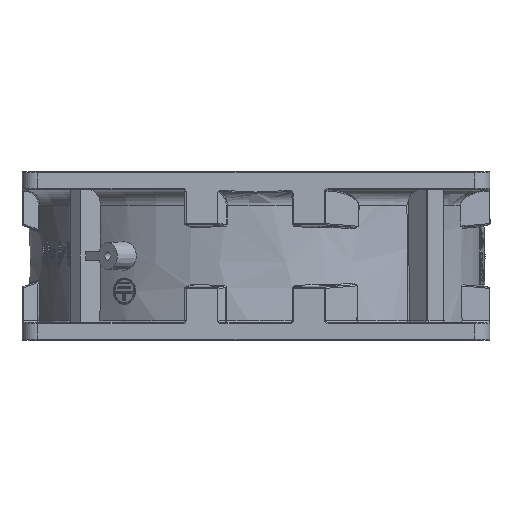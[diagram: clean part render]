
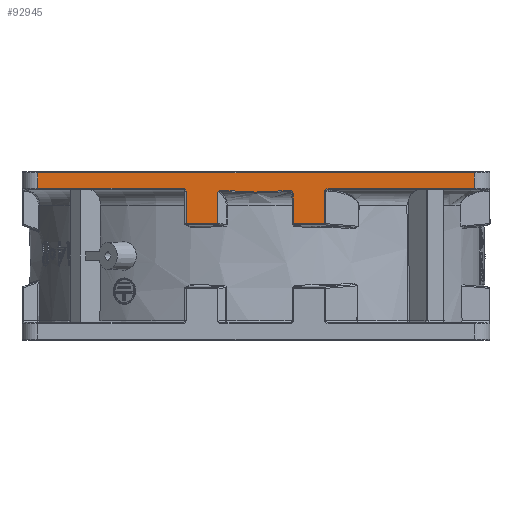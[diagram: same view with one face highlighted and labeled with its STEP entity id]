
A CAD part, front view. The second image highlights one B-rep face of the part: STEP entity #92945.
In plain terms, the highlighted planar face has unit normal (0, -1, 0).
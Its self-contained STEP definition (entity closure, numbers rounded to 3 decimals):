
#3712=B_SPLINE_CURVE_WITH_KNOTS('',3,(#125646,#125647,#125648,#125649,#125650),
 .UNSPECIFIED.,.F.,.F.,(4,1,4),(-0.205,-0.088,
0.),.UNSPECIFIED.);
#3714=B_SPLINE_CURVE_WITH_KNOTS('',3,(#125689,#125690,#125691,#125692,#125693,
#125694),.UNSPECIFIED.,.F.,.F.,(4,1,1,4),(-2.709,-1.548,
-0.774,0.),.UNSPECIFIED.);
#3717=B_SPLINE_CURVE_WITH_KNOTS('',3,(#125742,#125743,#125744,#125745,#125746,
#125747),.UNSPECIFIED.,.F.,.F.,(4,1,1,4),(0.,0.063,0.104,
0.146),.UNSPECIFIED.);
#3719=B_SPLINE_CURVE_WITH_KNOTS('',3,(#125895,#125896,#125897,#125898),
 .UNSPECIFIED.,.F.,.F.,(4,4),(0.,0.07),.UNSPECIFIED.);
#8961=ELLIPSE('',#99166,1.484,1.);
#8962=ELLIPSE('',#99197,1.045,1.);
#9676=PLANE('',#99272);
#11896=LINE('',#125558,#18508);
#11898=LINE('',#125594,#18510);
#11900=LINE('',#125604,#18512);
#11902=LINE('',#125614,#18514);
#11904=LINE('',#125753,#18516);
#11905=LINE('',#125760,#18517);
#11907=LINE('',#125770,#18519);
#11910=LINE('',#125813,#18522);
#11941=LINE('',#126368,#18553);
#11942=LINE('',#126370,#18554);
#11943=LINE('',#126371,#18555);
#18508=VECTOR('',#105296,10.);
#18510=VECTOR('',#105308,10.);
#18512=VECTOR('',#105320,10.);
#18514=VECTOR('',#105332,10.);
#18516=VECTOR('',#105344,10.);
#18517=VECTOR('',#105353,10.);
#18519=VECTOR('',#105365,10.);
#18522=VECTOR('',#105386,10.);
#18553=VECTOR('',#105559,10.);
#18554=VECTOR('',#105560,10.);
#18555=VECTOR('',#105561,10.);
#25723=FACE_OUTER_BOUND('',#31537,.T.);
#31537=EDGE_LOOP('',(#64758,#64759,#64760,#64761,#64762,#64763,#64764,#64765,
#64766,#64767,#64768,#64769,#64770,#64771,#64772,#64773,#64774));
#40358=VERTEX_POINT('',#125548);
#40360=VERTEX_POINT('',#125554);
#40362=VERTEX_POINT('',#125584);
#40364=VERTEX_POINT('',#125590);
#40366=VERTEX_POINT('',#125598);
#40369=VERTEX_POINT('',#125608);
#40372=VERTEX_POINT('',#125645);
#40374=VERTEX_POINT('',#125688);
#40376=VERTEX_POINT('',#125733);
#40378=VERTEX_POINT('',#125749);
#40381=VERTEX_POINT('',#125759);
#40384=VERTEX_POINT('',#125769);
#40387=VERTEX_POINT('',#125801);
#40388=VERTEX_POINT('',#125803);
#40390=VERTEX_POINT('',#125809);
#40445=VERTEX_POINT('',#126367);
#40446=VERTEX_POINT('',#126369);
#49728=EDGE_CURVE('',#40358,#40360,#11896,.T.);
#49731=EDGE_CURVE('',#40360,#40362,#8961,.T.);
#49734=EDGE_CURVE('',#40362,#40364,#11898,.T.);
#49739=EDGE_CURVE('',#40364,#40366,#11900,.T.);
#49744=EDGE_CURVE('',#40366,#40369,#11902,.T.);
#49745=EDGE_CURVE('',#40369,#40372,#3712,.T.);
#49748=EDGE_CURVE('',#40372,#40374,#3714,.T.);
#49753=EDGE_CURVE('',#40374,#40376,#3717,.T.);
#49756=EDGE_CURVE('',#40376,#40378,#11904,.T.);
#49759=EDGE_CURVE('',#40378,#40381,#11905,.T.);
#49764=EDGE_CURVE('',#40381,#40384,#11907,.T.);
#49769=EDGE_CURVE('',#40387,#40388,#8962,.T.);
#49774=EDGE_CURVE('',#40388,#40390,#11910,.T.);
#49788=EDGE_CURVE('',#40384,#40387,#3719,.T.);
#49869=EDGE_CURVE('',#40358,#40445,#11941,.T.);
#49870=EDGE_CURVE('',#40446,#40445,#11942,.T.);
#49871=EDGE_CURVE('',#40390,#40446,#11943,.T.);
#64758=ORIENTED_EDGE('',*,*,#49774,.F.);
#64759=ORIENTED_EDGE('',*,*,#49769,.F.);
#64760=ORIENTED_EDGE('',*,*,#49788,.F.);
#64761=ORIENTED_EDGE('',*,*,#49764,.F.);
#64762=ORIENTED_EDGE('',*,*,#49759,.F.);
#64763=ORIENTED_EDGE('',*,*,#49756,.F.);
#64764=ORIENTED_EDGE('',*,*,#49753,.F.);
#64765=ORIENTED_EDGE('',*,*,#49748,.F.);
#64766=ORIENTED_EDGE('',*,*,#49745,.F.);
#64767=ORIENTED_EDGE('',*,*,#49744,.F.);
#64768=ORIENTED_EDGE('',*,*,#49739,.F.);
#64769=ORIENTED_EDGE('',*,*,#49734,.F.);
#64770=ORIENTED_EDGE('',*,*,#49731,.F.);
#64771=ORIENTED_EDGE('',*,*,#49728,.F.);
#64772=ORIENTED_EDGE('',*,*,#49869,.T.);
#64773=ORIENTED_EDGE('',*,*,#49870,.F.);
#64774=ORIENTED_EDGE('',*,*,#49871,.F.);
#92945=ADVANCED_FACE('',(#25723),#9676,.T.);
#99166=AXIS2_PLACEMENT_3D('',#125588,#105301,#105302);
#99197=AXIS2_PLACEMENT_3D('',#125804,#105375,#105376);
#99272=AXIS2_PLACEMENT_3D('',#126366,#105557,#105558);
#105296=DIRECTION('',(-1.,0.,0.));
#105301=DIRECTION('center_axis',(0.,-1.,0.));
#105302=DIRECTION('ref_axis',(-1.,0.,0.));
#105308=DIRECTION('',(0.,0.,-1.));
#105320=DIRECTION('',(-1.,0.,0.));
#105332=DIRECTION('',(0.,0.,1.));
#105344=DIRECTION('',(0.,0.,-1.));
#105353=DIRECTION('',(-1.,0.,0.));
#105365=DIRECTION('',(0.,0.,1.));
#105375=DIRECTION('center_axis',(0.,-1.,0.));
#105376=DIRECTION('ref_axis',(1.,0.,0.));
#105386=DIRECTION('',(-1.,0.,0.));
#105557=DIRECTION('center_axis',(0.,-1.,0.));
#105558=DIRECTION('ref_axis',(1.,0.,0.));
#105559=DIRECTION('',(0.,0.,1.));
#105560=DIRECTION('',(1.,0.,0.));
#105561=DIRECTION('',(0.,0.,1.));
#125548=CARTESIAN_POINT('',(84.,-90.,58.5));
#125554=CARTESIAN_POINT('',(27.791,-90.,58.5));
#125558=CARTESIAN_POINT('',(3.,-90.,58.5));
#125584=CARTESIAN_POINT('',(26.306,-90.,57.5));
#125588=CARTESIAN_POINT('Origin',(27.791,-90.,57.5));
#125590=CARTESIAN_POINT('',(26.306,-90.,44.958));
#125594=CARTESIAN_POINT('',(26.306,-90.,22.25));
#125598=CARTESIAN_POINT('',(14.374,-90.,44.958));
#125604=CARTESIAN_POINT('',(-20.75,-90.,44.958));
#125608=CARTESIAN_POINT('',(14.374,-90.,56.383));
#125614=CARTESIAN_POINT('',(14.374,-90.,29.));
#125645=CARTESIAN_POINT('',(13.118,-90.,57.724));
#125646=CARTESIAN_POINT('Ctrl Pts',(14.374,-90.,56.383));
#125647=CARTESIAN_POINT('Ctrl Pts',(14.374,-90.,56.774));
#125648=CARTESIAN_POINT('Ctrl Pts',(14.09,-90.,57.462));
#125649=CARTESIAN_POINT('Ctrl Pts',(13.411,-90.,57.747));
#125650=CARTESIAN_POINT('Ctrl Pts',(13.118,-90.,57.724));
#125688=CARTESIAN_POINT('',(-13.933,-90.,57.788));
#125689=CARTESIAN_POINT('Ctrl Pts',(13.118,-90.,57.724));
#125690=CARTESIAN_POINT('Ctrl Pts',(9.26,-90.,57.423));
#125691=CARTESIAN_POINT('Ctrl Pts',(2.819,-90.,56.981));
#125692=CARTESIAN_POINT('Ctrl Pts',(-6.216,-90.,57.19));
#125693=CARTESIAN_POINT('Ctrl Pts',(-11.36,-90.,57.586));
#125694=CARTESIAN_POINT('Ctrl Pts',(-13.933,-90.,57.788));
#125733=CARTESIAN_POINT('',(-14.994,-90.,57.055));
#125742=CARTESIAN_POINT('Ctrl Pts',(-13.933,-90.,57.788));
#125743=CARTESIAN_POINT('Ctrl Pts',(-14.14,-90.,57.805));
#125744=CARTESIAN_POINT('Ctrl Pts',(-14.496,-90.,57.77));
#125745=CARTESIAN_POINT('Ctrl Pts',(-14.906,-90.,57.474));
#125746=CARTESIAN_POINT('Ctrl Pts',(-14.994,-90.,57.194));
#125747=CARTESIAN_POINT('Ctrl Pts',(-14.994,-90.,57.055));
#125749=CARTESIAN_POINT('',(-14.994,-90.,44.958));
#125753=CARTESIAN_POINT('',(-14.994,-90.,22.25));
#125759=CARTESIAN_POINT('',(-26.926,-90.,44.958));
#125760=CARTESIAN_POINT('',(-20.75,-90.,44.958));
#125769=CARTESIAN_POINT('',(-26.926,-90.,57.5));
#125770=CARTESIAN_POINT('',(-26.926,-90.,29.));
#125801=CARTESIAN_POINT('',(-27.167,-90.,58.139));
#125803=CARTESIAN_POINT('',(-27.971,-90.,58.5));
#125804=CARTESIAN_POINT('Origin',(-27.971,-90.,57.5));
#125809=CARTESIAN_POINT('',(-84.,-90.,58.5));
#125813=CARTESIAN_POINT('',(3.,-90.,58.5));
#125895=CARTESIAN_POINT('Ctrl Pts',(-26.926,-90.,57.5));
#125896=CARTESIAN_POINT('Ctrl Pts',(-26.926,-90.,57.732));
#125897=CARTESIAN_POINT('Ctrl Pts',(-27.014,-90.,57.963));
#125898=CARTESIAN_POINT('Ctrl Pts',(-27.167,-90.,58.139));
#126366=CARTESIAN_POINT('Origin',(-84.,-90.,0.));
#126367=CARTESIAN_POINT('',(84.,-90.,64.5));
#126368=CARTESIAN_POINT('',(84.,-90.,0.));
#126369=CARTESIAN_POINT('',(-84.,-90.,64.5));
#126370=CARTESIAN_POINT('',(-42.,-90.,64.5));
#126371=CARTESIAN_POINT('',(-84.,-90.,0.));
